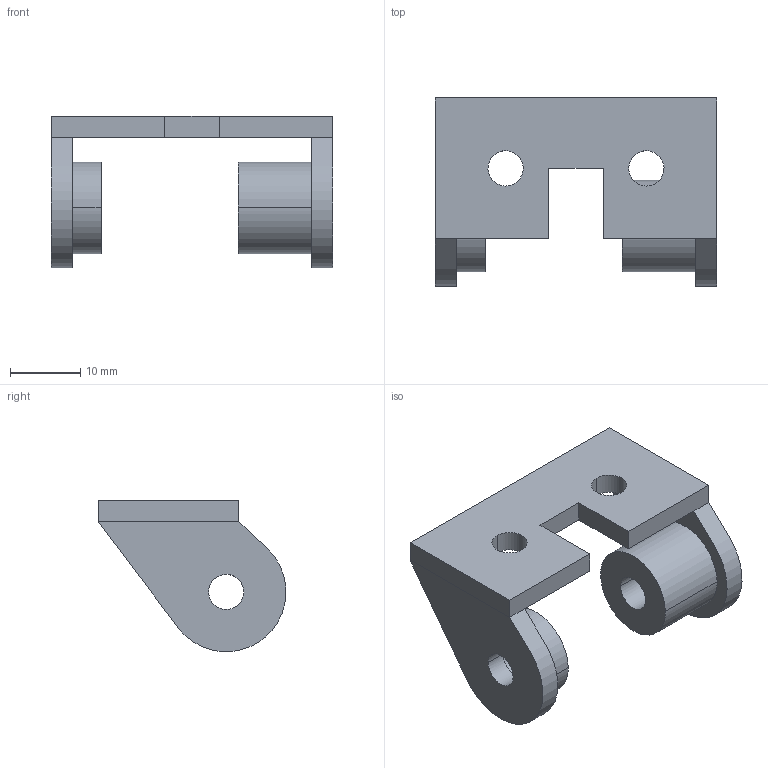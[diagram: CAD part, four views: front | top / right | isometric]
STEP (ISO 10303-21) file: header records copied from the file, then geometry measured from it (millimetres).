
FILE_DESCRIPTION(/* description */ (''),/* implementation_level */ '2;1');
FILE_NAME(/* name */ 'zaxis_idle',/* time_stamp */ '2013-06-26T19:33:26-05:00',/* author */ (''),/* organization */ (''),/* preprocessor_version */ 'ST-DEVELOPER v10',/* originating_system */ '',/* authorisation */ '');
FILE_SCHEMA (('CONFIG_CONTROL_DESIGN'));
Length unit declared in the file: millimetre
Products named in the file (1): 1
Bounding box: 40 x 26.68 x 21.49 mm (x, y, z)
Volume: 5516.4 mm3; surface area: 4207.8 mm2
Topology: 1 solids, 1 shells, 34 faces, 78 edges, 48 vertices
Faces by surface type: bspline 18, plane 16
Entity records: 1156 total; most frequent: CARTESIAN_POINT 566, ORIENTED_EDGE 156, EDGE_CURVE 78, VERTEX_POINT 48, B_SPLINE_CURVE_WITH_KNOTS 46, EDGE_LOOP 44, ADVANCED_FACE 34, FACE_OUTER_BOUND 34
